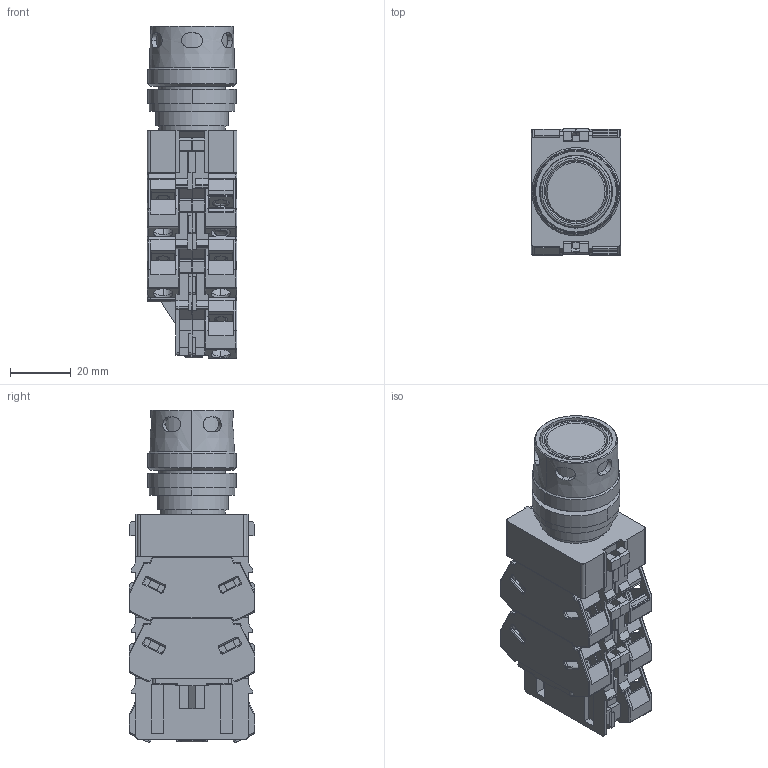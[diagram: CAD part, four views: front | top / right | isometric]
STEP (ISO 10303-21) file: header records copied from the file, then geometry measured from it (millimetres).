
FILE_DESCRIPTION (( 'STEP AP214' ), '1' );
FILE_NAME ('27_A(O)LFW2(B)##xxD$.STEP', '2021-01-15T07:58:54', ( 'IDEC' ), ( 'IDEC' ), 'SwSTEP 2.0', 'SolidWorks 2019', '' );
FILE_SCHEMA (( 'AUTOMOTIVE_DESIGN' ));
Length unit declared in the file: millimetre
Products named in the file (8): TW-ROUND-EXTEND-LENS; HW-Uxx(R); 27_A(O)LFW2(B)##xxD$; TW-FULL-RING-L-2; HW-DB; TW-BODY2; TW-ADJUSTMENT-RING; HW-GA1N
Assembly tree (10 placements, depth 2):
  27_A(O)LFW2(B)##xxD$
    TW-BODY2
    TW-ROUND-EXTEND-LENS
    TW-FULL-RING-L-2
    TW-ADJUSTMENT-RING
    HW-Uxx(R)  x4
    HW-DB
    HW-GA1N
Bounding box: 29.6 x 41.4 x 109.2 mm (x, y, z)
Volume: 82170.2 mm3; surface area: 39205.3 mm2
Topology: 10 solids, 10 shells, 1673 faces, 4592 edges, 2944 vertices
Faces by surface type: plane 1018, cylinder 439, bspline 184, cone 32
Entity records: 29779 total; most frequent: CARTESIAN_POINT 7792, ORIENTED_EDGE 4736, DIRECTION 4250, EDGE_CURVE 2368, LINE 1734, VECTOR 1734, VERTEX_POINT 1528, AXIS2_PLACEMENT_3D 1258
